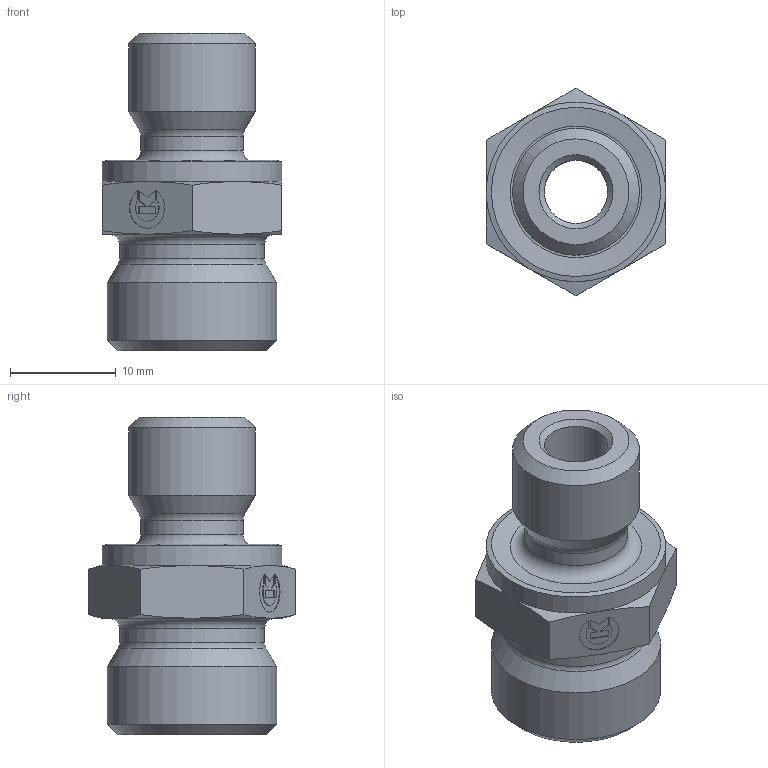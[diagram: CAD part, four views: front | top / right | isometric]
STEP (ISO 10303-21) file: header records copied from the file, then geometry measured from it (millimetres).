
FILE_DESCRIPTION((''),'2;1');
FILE_NAME('054101216.stp','2014-08-07T10:43:18',(''),('KNOMI spol. s r. o.'),'Autodesk Inventor 2012','Autodesk Inventor 2012','');
FILE_SCHEMA(('AUTOMOTIVE_DESIGN { 1 2 10303 214 0 1 1 1 }'));
Length unit declared in the file: millimetre
Products named in the file (1): PHBM2 10LM12 M12/M16
Bounding box: 17 x 19.63 x 30 mm (x, y, z)
Volume: 3571.5 mm3; surface area: 2448.1 mm2
Topology: 1 solids, 1 shells, 76 faces, 181 edges, 113 vertices
Faces by surface type: plane 40, cone 21, cylinder 11, torus 4
Full cylindrical faces by diameter (mm): 6 x1, 9.7 x1, 10 x1, 12 x1, 13.7 x1, 16 x1, 17 x1
Entity records: 2018 total; most frequent: CARTESIAN_POINT 387, DIRECTION 328, ORIENTED_EDGE 310, EDGE_CURVE 155, AXIS2_PLACEMENT_3D 120, VERTEX_POINT 107, EDGE_LOOP 104, VECTOR 88
